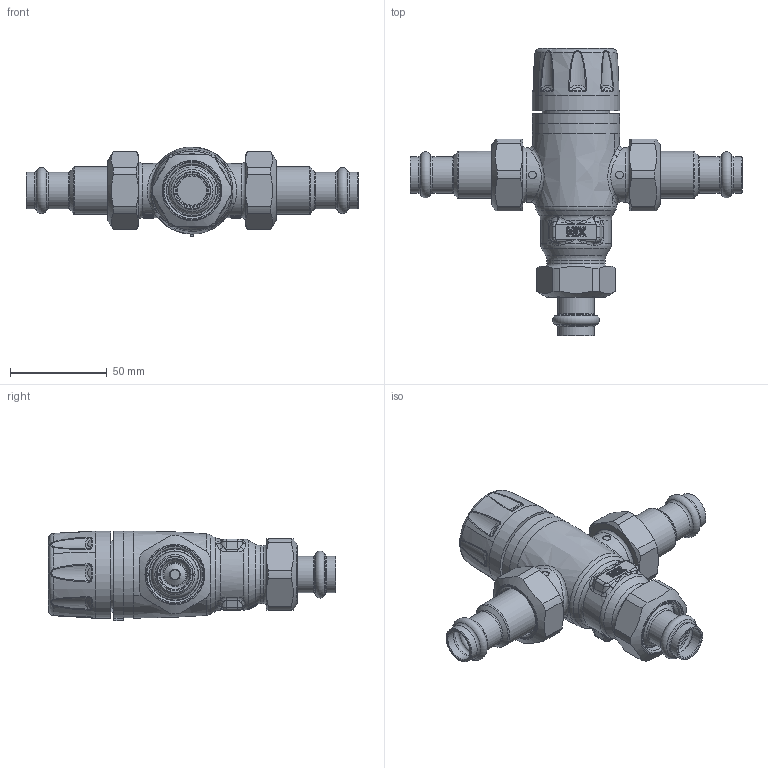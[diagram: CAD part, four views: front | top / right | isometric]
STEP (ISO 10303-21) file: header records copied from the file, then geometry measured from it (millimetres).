
FILE_DESCRIPTION(/* description */ (''),/* implementation_level */ '2;1');
FILE_NAME(/* name */ '521406AC_Simplify_1.stp',/* time_stamp */ '2025-07-29T16:21:14-05:00',/* author */ ('ischreiner'),/* organization */ (''),/* preprocessor_version */ 'ST-DEVELOPER v20',/* originating_system */ 'Autodesk Inventor 2025',/* authorisation */ '');
FILE_SCHEMA (('AUTOMOTIVE_DESIGN { 1 0 10303 214 3 1 1 }'));
Length unit declared in the file: inch
Products named in the file (1): 521406AC_Simplify_1
Bounding box: 171.55 x 148.73 x 46.5 mm (x, y, z)
Volume: 232664.3 mm3; surface area: 61796.7 mm2
Topology: 9 solids, 9 shells, 1869 faces, 4543 edges, 2661 vertices
Faces by surface type: bspline 613, plane 524, cylinder 447, torus 116, cone 101, sphere 68
Full cylindrical faces by diameter (mm): 2 x1, 4 x2, 5.24 x2, 8 x1, 9 x1, 12.6 x2, 15.113 x1, 15.24 x2, 16.154 x4, 16.205 x2, 16.55 x2, 18.796 x2, 18.847 x4, 19.55 x2, 19.6 x4, 20.091 x4, 20.625 x2, 24.384 x2, 26.924 x3, 27.686 x2, 28 x2, 29.591 x3, 30 x1, 30.302 x3, 31 x1, 33.1 x3, 45 x2
Entity records: 102179 total; most frequent: CARTESIAN_POINT 59645, ORIENTED_EDGE 8874, DIRECTION 7861, EDGE_CURVE 4437, AXIS2_PLACEMENT_3D 3142, VERTEX_POINT 2661, EDGE_LOOP 1972, STYLED_ITEM 1878
